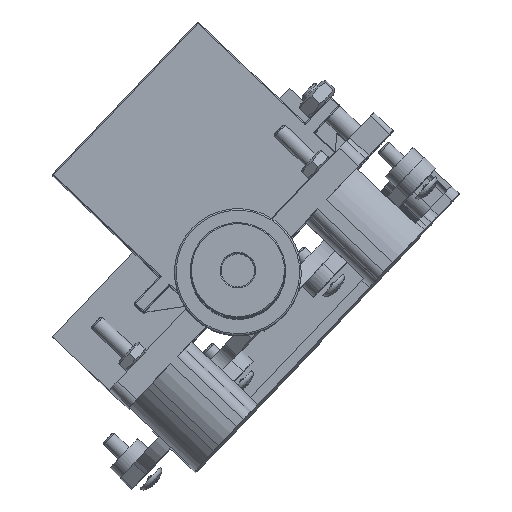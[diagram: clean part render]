
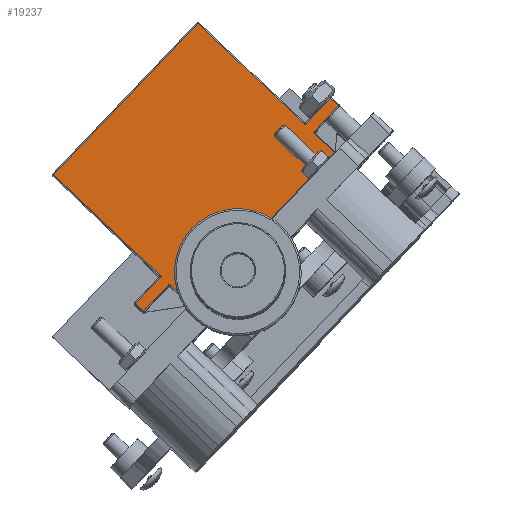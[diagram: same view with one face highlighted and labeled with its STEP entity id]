
A CAD part, top view. The second image highlights one B-rep face of the part: STEP entity #19237.
In plain terms, the highlighted planar face has unit normal (0, 0.012, 1).
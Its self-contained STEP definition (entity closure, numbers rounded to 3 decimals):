
#386=PLANE('',#20457);
#1081=FACE_OUTER_BOUND('',#1988,.T.);
#1988=EDGE_LOOP('',(#13377,#13378,#13379,#13380,#13381,#13382,#13383,#13384,
#13385,#13386,#13387,#13388));
#4341=LINE('',#28831,#6049);
#4342=LINE('',#28836,#6050);
#4352=LINE('',#28900,#6060);
#4354=LINE('',#28908,#6062);
#4386=LINE('',#29111,#6094);
#4389=LINE('',#29127,#6097);
#4390=LINE('',#29132,#6098);
#4410=LINE('',#29216,#6118);
#4418=LINE('',#29242,#6126);
#4430=LINE('',#29349,#6138);
#4444=LINE('',#29424,#6152);
#4449=LINE('',#29464,#6157);
#6049=VECTOR('',#22667,1000.);
#6050=VECTOR('',#22672,1000.);
#6060=VECTOR('',#22724,1000.);
#6062=VECTOR('',#22732,1000.);
#6094=VECTOR('',#22922,1000.);
#6097=VECTOR('',#22951,1000.);
#6098=VECTOR('',#22956,1000.);
#6118=VECTOR('',#23034,1000.);
#6126=VECTOR('',#23066,1000.);
#6138=VECTOR('',#23150,1000.);
#6152=VECTOR('',#23216,1000.);
#6157=VECTOR('',#23245,1000.);
#7809=VERTEX_POINT('',#28824);
#7811=VERTEX_POINT('',#28829);
#7813=VERTEX_POINT('',#28834);
#7835=VERTEX_POINT('',#28897);
#7836=VERTEX_POINT('',#28899);
#7839=VERTEX_POINT('',#28906);
#7904=VERTEX_POINT('',#29108);
#7905=VERTEX_POINT('',#29110);
#7907=VERTEX_POINT('',#29131);
#7926=VERTEX_POINT('',#29215);
#7932=VERTEX_POINT('',#29241);
#7953=VERTEX_POINT('',#29346);
#9871=EDGE_CURVE('',#7811,#7809,#4341,.T.);
#9873=EDGE_CURVE('',#7813,#7811,#4342,.T.);
#9901=EDGE_CURVE('',#7835,#7836,#4352,.T.);
#9905=EDGE_CURVE('',#7839,#7835,#4354,.T.);
#9997=EDGE_CURVE('',#7904,#7905,#4386,.T.);
#10006=EDGE_CURVE('',#7905,#7813,#4389,.T.);
#10008=EDGE_CURVE('',#7836,#7907,#4390,.T.);
#10046=EDGE_CURVE('',#7809,#7926,#4410,.T.);
#10061=EDGE_CURVE('',#7926,#7932,#4418,.T.);
#10100=EDGE_CURVE('',#7953,#7839,#4430,.T.);
#10133=EDGE_CURVE('',#7932,#7953,#4444,.T.);
#10146=EDGE_CURVE('',#7907,#7904,#4449,.T.);
#13377=ORIENTED_EDGE('',*,*,#9873,.F.);
#13378=ORIENTED_EDGE('',*,*,#10006,.F.);
#13379=ORIENTED_EDGE('',*,*,#9997,.F.);
#13380=ORIENTED_EDGE('',*,*,#10146,.F.);
#13381=ORIENTED_EDGE('',*,*,#10008,.F.);
#13382=ORIENTED_EDGE('',*,*,#9901,.F.);
#13383=ORIENTED_EDGE('',*,*,#9905,.F.);
#13384=ORIENTED_EDGE('',*,*,#10100,.F.);
#13385=ORIENTED_EDGE('',*,*,#10133,.F.);
#13386=ORIENTED_EDGE('',*,*,#10061,.F.);
#13387=ORIENTED_EDGE('',*,*,#10046,.F.);
#13388=ORIENTED_EDGE('',*,*,#9871,.F.);
#19237=ADVANCED_FACE('',(#1081),#386,.T.);
#20457=AXIS2_PLACEMENT_3D('',#29501,#23294,#23295);
#22667=DIRECTION('',(0.725,-0.689,0.008));
#22672=DIRECTION('',(-0.689,-0.725,0.008));
#22724=DIRECTION('',(-0.725,0.689,-0.008));
#22732=DIRECTION('',(0.689,0.725,-0.008));
#22922=DIRECTION('',(0.689,0.725,-0.008));
#22951=DIRECTION('',(0.725,-0.689,0.008));
#22956=DIRECTION('',(0.689,0.725,-0.008));
#23034=DIRECTION('',(-0.689,-0.725,0.008));
#23066=DIRECTION('',(-0.725,0.689,-0.008));
#23150=DIRECTION('',(-0.725,0.689,-0.008));
#23216=DIRECTION('',(-0.689,-0.725,0.008));
#23245=DIRECTION('',(0.725,-0.689,0.008));
#23294=DIRECTION('center_axis',(0.,0.012,
1.));
#23295=DIRECTION('ref_axis',(-0.689,-0.725,0.008));
#28824=CARTESIAN_POINT('',(227.708,-160.11,251.287));
#28829=CARTESIAN_POINT('',(223.722,-156.321,251.242));
#28831=CARTESIAN_POINT('',(227.853,-160.248,251.289));
#28834=CARTESIAN_POINT('',(228.544,-151.248,251.183));
#28836=CARTESIAN_POINT('',(211.286,-169.403,251.393));
#28897=CARTESIAN_POINT('',(194.918,-183.575,251.556));
#28899=CARTESIAN_POINT('',(174.623,-164.286,251.324));
#28900=CARTESIAN_POINT('',(200.571,-188.949,251.62));
#28906=CARTESIAN_POINT('',(190.095,-188.649,251.614));
#28908=CARTESIAN_POINT('',(193.574,-184.989,251.572));
#29108=CARTESIAN_POINT('',(222.2,-154.875,251.224));
#29110=CARTESIAN_POINT('',(227.022,-149.801,251.166));
#29111=CARTESIAN_POINT('',(209.764,-167.957,251.375));
#29127=CARTESIAN_POINT('',(230.683,-153.28,251.207));
#29131=CARTESIAN_POINT('',(201.905,-135.586,250.993));
#29132=CARTESIAN_POINT('',(181.374,-157.184,251.242));
#29215=CARTESIAN_POINT('',(200.426,-188.811,251.618));
#29216=CARTESIAN_POINT('',(207.178,-181.708,251.536));
#29241=CARTESIAN_POINT('',(196.44,-185.022,251.573));
#29242=CARTESIAN_POINT('',(200.571,-188.949,251.62));
#29346=CARTESIAN_POINT('',(191.617,-190.095,251.632));
#29349=CARTESIAN_POINT('',(193.755,-192.128,251.656));
#29424=CARTESIAN_POINT('',(195.096,-186.435,251.589));
#29464=CARTESIAN_POINT('',(227.853,-160.248,251.289));
#29501=CARTESIAN_POINT('Origin',(200.433,-189.094,251.622));
